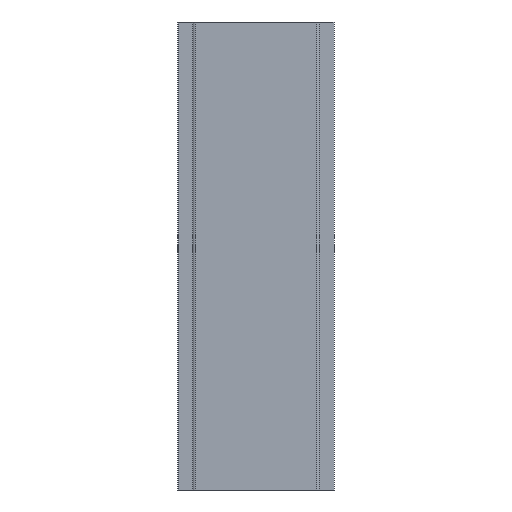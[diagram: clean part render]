
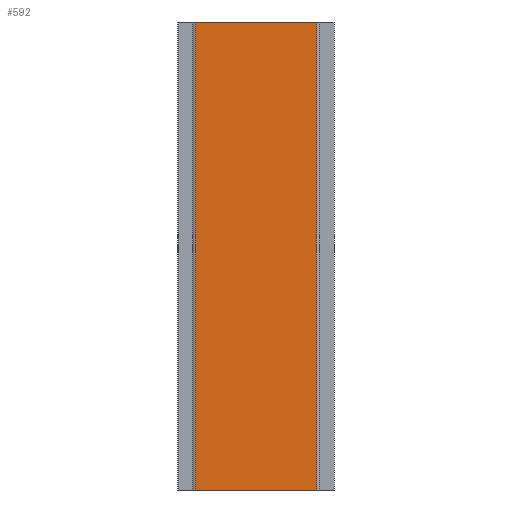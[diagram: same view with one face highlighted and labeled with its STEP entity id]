
A CAD part, front view. The second image highlights one B-rep face of the part: STEP entity #592.
In plain terms, the highlighted planar face has unit normal (0, -1, 0).
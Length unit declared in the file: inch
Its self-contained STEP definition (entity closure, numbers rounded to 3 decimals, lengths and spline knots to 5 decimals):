
#534=CARTESIAN_POINT('',(-1.31593,87.30407,12.0));
#535=VERTEX_POINT('',#534);
#543=CARTESIAN_POINT('',(-1.31593,87.30407,0.0));
#544=VERTEX_POINT('',#543);
#545=CARTESIAN_POINT('',(-1.31593,87.30407,0.0));
#546=DIRECTION('',(0.0,0.0,1.0));
#547=VECTOR('',#546,12.0);
#548=LINE('',#545,#547);
#549=EDGE_CURVE('',#544,#535,#548,.T.);
#562=CARTESIAN_POINT('',(-1.31593,87.30407,0.0));
#563=DIRECTION('',(0.,-1.0,0.0));
#564=DIRECTION('',(0.0,0.0,-1.0));
#565=AXIS2_PLACEMENT_3D('',#562,#563,#564);
#566=PLANE('',#565);
#567=CARTESIAN_POINT('',(-4.44093,87.30407,12.0));
#568=VERTEX_POINT('',#567);
#569=CARTESIAN_POINT('',(-1.31593,87.30407,12.0));
#570=DIRECTION('',(-1.0,0.,0.0));
#571=VECTOR('',#570,3.125);
#572=LINE('',#569,#571);
#573=EDGE_CURVE('',#535,#568,#572,.T.);
#574=ORIENTED_EDGE('',*,*,#573,.T.);
#575=CARTESIAN_POINT('',(-4.44093,87.30407,0.0));
#576=VERTEX_POINT('',#575);
#577=CARTESIAN_POINT('',(-4.44093,87.30407,0.0));
#578=DIRECTION('',(0.0,0.0,1.0));
#579=VECTOR('',#578,12.0);
#580=LINE('',#577,#579);
#581=EDGE_CURVE('',#576,#568,#580,.T.);
#582=ORIENTED_EDGE('',*,*,#581,.F.);
#583=CARTESIAN_POINT('',(-1.31593,87.30407,0.0));
#584=DIRECTION('',(-1.0,0.,0.0));
#585=VECTOR('',#584,3.125);
#586=LINE('',#583,#585);
#587=EDGE_CURVE('',#544,#576,#586,.T.);
#588=ORIENTED_EDGE('',*,*,#587,.F.);
#589=ORIENTED_EDGE('',*,*,#549,.T.);
#590=EDGE_LOOP('',(#574,#582,#588,#589));
#591=FACE_OUTER_BOUND('',#590,.T.);
#592=ADVANCED_FACE('',(#591),#566,.T.);
